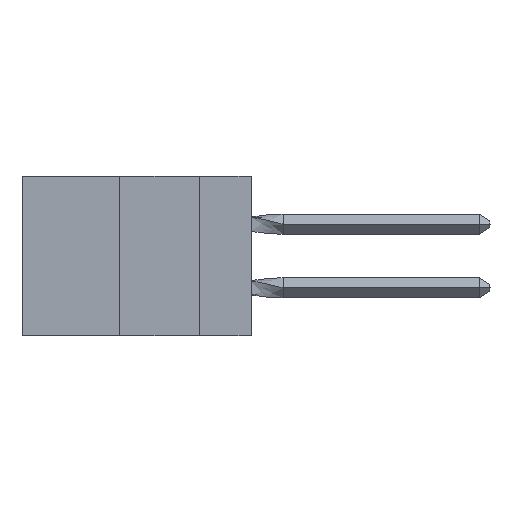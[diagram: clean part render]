
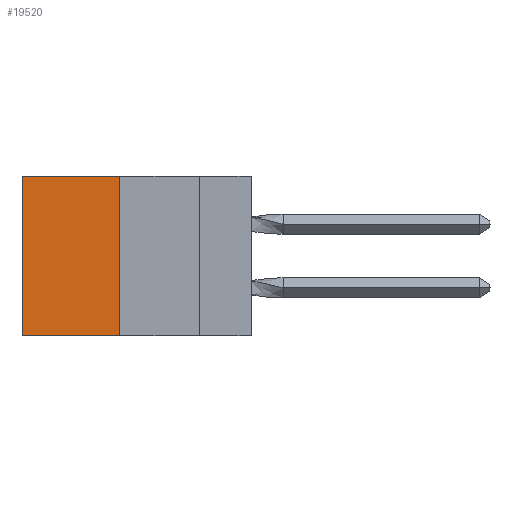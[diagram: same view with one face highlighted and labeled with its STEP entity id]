
A CAD part, left-side view. The second image highlights one B-rep face of the part: STEP entity #19520.
In plain terms, the highlighted planar face has unit normal (-1, 0, 0).
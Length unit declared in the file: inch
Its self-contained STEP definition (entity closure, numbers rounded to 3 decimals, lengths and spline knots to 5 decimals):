
#327 = CARTESIAN_POINT ( 'NONE',  ( 0.305, 0.72, 0. ) ) ;
#377 = CARTESIAN_POINT ( 'NONE',  ( 0.305, 0.72, -0.5 ) ) ;
#407 = VECTOR ( 'NONE', #26356, 39.37008 ) ;
#1581 = CARTESIAN_POINT ( 'NONE',  ( 0.305, 0.413, 0. ) ) ;
#2015 = EDGE_LOOP ( 'NONE', ( #21428, #23923, #26261, #22475 ) ) ;
#2406 = DIRECTION ( 'NONE',  ( 0., 1., 0. ) ) ;
#2711 = VERTEX_POINT ( 'NONE', #8327 ) ;
#3074 = EDGE_CURVE ( 'NONE', #31711, #2711, #30753, .T. ) ;
#4075 = FACE_OUTER_BOUND ( 'NONE', #2015, .T. ) ;
#7456 = PLANE ( 'NONE',  #14738 ) ;
#7567 = VECTOR ( 'NONE', #14952, 39.37008 ) ;
#8137 = VERTEX_POINT ( 'NONE', #327 ) ;
#8327 = CARTESIAN_POINT ( 'NONE',  ( 0.305, 0.413, -0.5 ) ) ;
#10419 = VECTOR ( 'NONE', #29653, 39.37008 ) ;
#12437 = LINE ( 'NONE', #15712, #21674 ) ;
#12475 = LINE ( 'NONE', #34802, #10419 ) ;
#14738 = AXIS2_PLACEMENT_3D ( 'NONE', #23328, #26038, #18140 ) ;
#14952 = DIRECTION ( 'NONE',  ( 0., 0., -1. ) ) ;
#15712 = CARTESIAN_POINT ( 'NONE',  ( 0.305, 0.413, 0. ) ) ;
#18140 = DIRECTION ( 'NONE',  ( 0., 0., -1. ) ) ;
#18868 = EDGE_CURVE ( 'NONE', #2711, #22474, #33958, .T. ) ;
#19050 = EDGE_CURVE ( 'NONE', #8137, #22474, #12475, .T. ) ;
#19520 = ADVANCED_FACE ( 'NONE', ( #4075 ), #7456, .F. ) ;
#19762 = EDGE_CURVE ( 'NONE', #31711, #8137, #12437, .T. ) ;
#21428 = ORIENTED_EDGE ( 'NONE', *, *, #19050, .T. ) ;
#21674 = VECTOR ( 'NONE', #2406, 39.37008 ) ;
#22474 = VERTEX_POINT ( 'NONE', #377 ) ;
#22475 = ORIENTED_EDGE ( 'NONE', *, *, #19762, .T. ) ;
#23328 = CARTESIAN_POINT ( 'NONE',  ( 0.305, 0.413, -0.5 ) ) ;
#23923 = ORIENTED_EDGE ( 'NONE', *, *, #18868, .F. ) ;
#26038 = DIRECTION ( 'NONE',  ( 1., 0., 0. ) ) ;
#26169 = CARTESIAN_POINT ( 'NONE',  ( 0.305, 0.413, -0.5 ) ) ;
#26261 = ORIENTED_EDGE ( 'NONE', *, *, #3074, .F. ) ;
#26356 = DIRECTION ( 'NONE',  ( 0., 1., 0. ) ) ;
#26606 = CARTESIAN_POINT ( 'NONE',  ( 0.305, 0.413, -0.5 ) ) ;
#29653 = DIRECTION ( 'NONE',  ( 0., 0., -1. ) ) ;
#30753 = LINE ( 'NONE', #26169, #7567 ) ;
#31711 = VERTEX_POINT ( 'NONE', #1581 ) ;
#33958 = LINE ( 'NONE', #26606, #407 ) ;
#34802 = CARTESIAN_POINT ( 'NONE',  ( 0.305, 0.72, -0.5 ) ) ;
